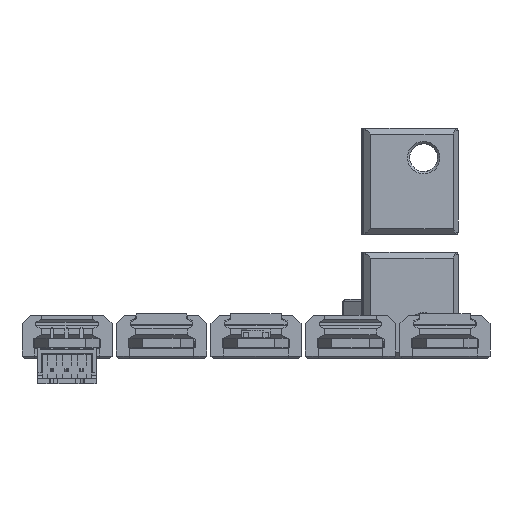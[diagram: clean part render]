
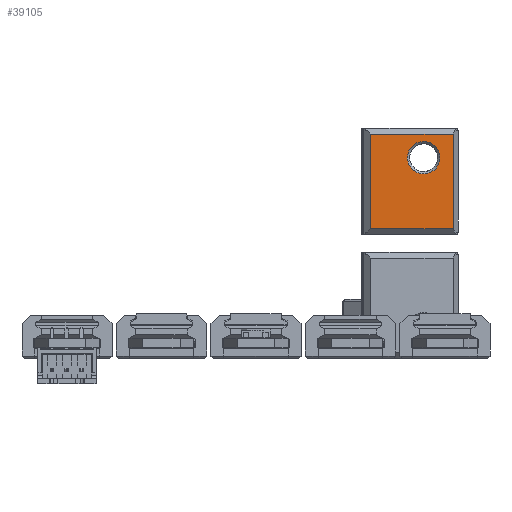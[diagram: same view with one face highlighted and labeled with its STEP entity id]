
A CAD part, left-side view. The second image highlights one B-rep face of the part: STEP entity #39105.
In plain terms, the highlighted face is planar.
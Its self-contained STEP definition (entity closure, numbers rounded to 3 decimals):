
#873=CIRCLE('',#41930,2.75);
#1854=FACE_BOUND('',#5835,.T.);
#3353=FACE_OUTER_BOUND('',#5834,.T.);
#5834=EDGE_LOOP('',(#32869,#32870,#32871,#32872));
#5835=EDGE_LOOP('',(#32873));
#9937=LINE('',#60663,#14880);
#9963=LINE('',#60717,#14906);
#9964=LINE('',#60719,#14907);
#9965=LINE('',#60720,#14908);
#14880=VECTOR('',#49985,10.);
#14906=VECTOR('',#50041,10.);
#14907=VECTOR('',#50042,10.);
#14908=VECTOR('',#50043,10.);
#18789=VERTEX_POINT('',#60660);
#18790=VERTEX_POINT('',#60662);
#18802=VERTEX_POINT('',#60712);
#18803=VERTEX_POINT('',#60716);
#18804=VERTEX_POINT('',#60718);
#23589=EDGE_CURVE('',#18789,#18790,#9937,.T.);
#23615=EDGE_CURVE('',#18802,#18802,#873,.T.);
#23616=EDGE_CURVE('',#18803,#18789,#9963,.T.);
#23617=EDGE_CURVE('',#18804,#18803,#9964,.T.);
#23618=EDGE_CURVE('',#18790,#18804,#9965,.T.);
#32869=ORIENTED_EDGE('',*,*,#23616,.F.);
#32870=ORIENTED_EDGE('',*,*,#23617,.F.);
#32871=ORIENTED_EDGE('',*,*,#23618,.F.);
#32872=ORIENTED_EDGE('',*,*,#23589,.F.);
#32873=ORIENTED_EDGE('',*,*,#23615,.F.);
#37105=PLANE('',#41931);
#39105=ADVANCED_FACE('',(#3353,#1854),#37105,.T.);
#41930=AXIS2_PLACEMENT_3D('',#60714,#50037,#50038);
#41931=AXIS2_PLACEMENT_3D('',#60715,#50039,#50040);
#49985=DIRECTION('',(-1.,0.,0.));
#50037=DIRECTION('center_axis',(0.,0.,
-1.));
#50038=DIRECTION('ref_axis',(1.,0.,0.));
#50039=DIRECTION('center_axis',(0.,0.,
-1.));
#50040=DIRECTION('ref_axis',(0.,-1.,0.));
#50041=DIRECTION('',(0.,1.,0.));
#50042=DIRECTION('',(1.,0.,0.));
#50043=DIRECTION('',(0.,-1.,0.));
#60660=CARTESIAN_POINT('',(61.157,-3.443,287.373));
#60662=CARTESIAN_POINT('',(45.157,-3.443,287.373));
#60663=CARTESIAN_POINT('',(50.157,-3.443,287.373));
#60712=CARTESIAN_POINT('',(46.407,-12.414,287.373));
#60714=CARTESIAN_POINT('Origin',(49.157,-12.414,287.373));
#60715=CARTESIAN_POINT('Origin',(50.157,-3.443,287.373));
#60716=CARTESIAN_POINT('',(61.157,-17.414,287.373));
#60717=CARTESIAN_POINT('',(61.157,-7.332,287.373));
#60718=CARTESIAN_POINT('',(45.157,-17.414,287.373));
#60719=CARTESIAN_POINT('',(50.157,-17.414,287.373));
#60720=CARTESIAN_POINT('',(45.157,-7.332,287.373));
